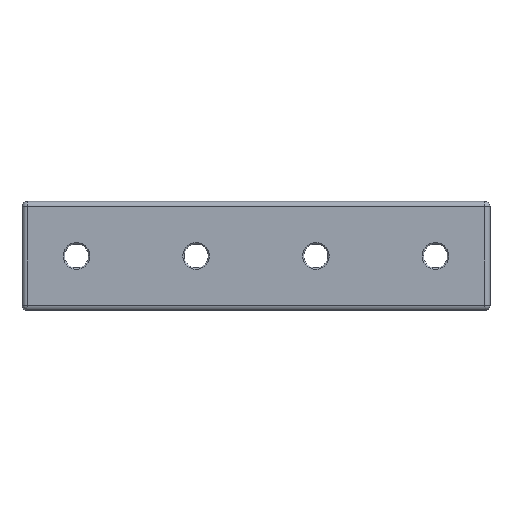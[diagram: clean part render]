
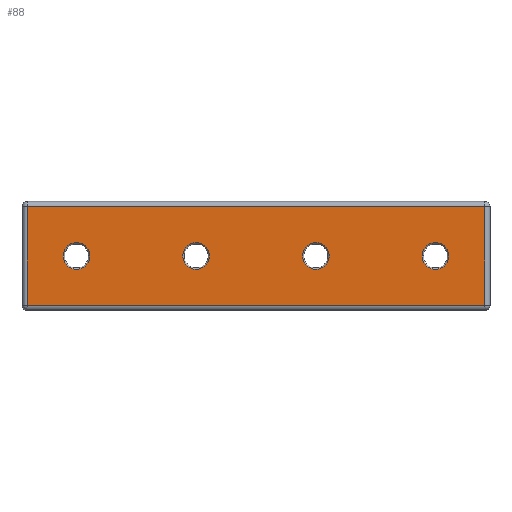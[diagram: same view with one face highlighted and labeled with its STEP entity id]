
A CAD part, top view. The second image highlights one B-rep face of the part: STEP entity #88.
In plain terms, the highlighted planar face has unit normal (0, 0, 1).
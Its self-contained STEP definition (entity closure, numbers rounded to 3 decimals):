
#88 = ADVANCED_FACE( '', ( #193, #194, #195, #196, #197 ), #198, .T. );
#193 = FACE_BOUND( '', #310, .T. );
#194 = FACE_BOUND( '', #311, .T. );
#195 = FACE_BOUND( '', #312, .T. );
#196 = FACE_BOUND( '', #313, .T. );
#197 = FACE_OUTER_BOUND( '', #314, .T. );
#198 = PLANE( '', #315 );
#310 = EDGE_LOOP( '', ( #486 ) );
#311 = EDGE_LOOP( '', ( #487 ) );
#312 = EDGE_LOOP( '', ( #488 ) );
#313 = EDGE_LOOP( '', ( #489 ) );
#314 = EDGE_LOOP( '', ( #490, #491, #492, #493 ) );
#315 = AXIS2_PLACEMENT_3D( '', #494, #495, #496 );
#486 = ORIENTED_EDGE( '', *, *, #641, .F. );
#487 = ORIENTED_EDGE( '', *, *, #600, .F. );
#488 = ORIENTED_EDGE( '', *, *, #642, .F. );
#489 = ORIENTED_EDGE( '', *, *, #643, .F. );
#490 = ORIENTED_EDGE( '', *, *, #644, .T. );
#491 = ORIENTED_EDGE( '', *, *, #645, .T. );
#492 = ORIENTED_EDGE( '', *, *, #646, .T. );
#493 = ORIENTED_EDGE( '', *, *, #647, .T. );
#494 = CARTESIAN_POINT( '', ( -86., 18.5, 6. ) );
#495 = DIRECTION( '', ( 0., 0., 1. ) );
#496 = DIRECTION( '', ( 1., 0., 0. ) );
#600 = EDGE_CURVE( '', #695, #695, #696, .T. );
#641 = EDGE_CURVE( '', #755, #755, #756, .T. );
#642 = EDGE_CURVE( '', #757, #757, #758, .T. );
#643 = EDGE_CURVE( '', #759, #759, #760, .T. );
#644 = EDGE_CURVE( '', #746, #740, #761, .T. );
#645 = EDGE_CURVE( '', #740, #691, #762, .T. );
#646 = EDGE_CURVE( '', #691, #763, #764, .T. );
#647 = EDGE_CURVE( '', #763, #746, #765, .T. );
#691 = VERTEX_POINT( '', #815 );
#695 = VERTEX_POINT( '', #819 );
#696 = CIRCLE( '', #820, 5. );
#740 = VERTEX_POINT( '', #872 );
#746 = VERTEX_POINT( '', #878 );
#755 = VERTEX_POINT( '', #887 );
#756 = CIRCLE( '', #888, 5. );
#757 = VERTEX_POINT( '', #889 );
#758 = CIRCLE( '', #890, 5. );
#759 = VERTEX_POINT( '', #891 );
#760 = CIRCLE( '', #892, 5. );
#761 = LINE( '', #893, #894 );
#762 = LINE( '', #895, #896 );
#763 = VERTEX_POINT( '', #897 );
#764 = LINE( '', #898, #899 );
#765 = LINE( '', #900, #901 );
#815 = CARTESIAN_POINT( '', ( -86., -18.5, 6. ) );
#819 = CARTESIAN_POINT( '', ( -17.5, 0., 6. ) );
#820 = AXIS2_PLACEMENT_3D( '', #947, #948, #949 );
#872 = CARTESIAN_POINT( '', ( -86., 18.5, 6. ) );
#878 = CARTESIAN_POINT( '', ( 86., 18.5, 6. ) );
#887 = CARTESIAN_POINT( '', ( -62.5, 0., 6. ) );
#888 = AXIS2_PLACEMENT_3D( '', #1015, #1016, #1017 );
#889 = CARTESIAN_POINT( '', ( 72.5, 0., 6. ) );
#890 = AXIS2_PLACEMENT_3D( '', #1018, #1019, #1020 );
#891 = CARTESIAN_POINT( '', ( 27.5, 0., 6. ) );
#892 = AXIS2_PLACEMENT_3D( '', #1021, #1022, #1023 );
#893 = CARTESIAN_POINT( '', ( -86., 18.5, 6. ) );
#894 = VECTOR( '', #1024, 1000. );
#895 = CARTESIAN_POINT( '', ( -86., -18.5, 6. ) );
#896 = VECTOR( '', #1025, 1000. );
#897 = CARTESIAN_POINT( '', ( 86., -18.5, 6. ) );
#898 = CARTESIAN_POINT( '', ( 86., -18.5, 6. ) );
#899 = VECTOR( '', #1026, 1000. );
#900 = CARTESIAN_POINT( '', ( 86., 18.5, 6. ) );
#901 = VECTOR( '', #1027, 1000. );
#947 = CARTESIAN_POINT( '', ( -22.5, 0., 6. ) );
#948 = DIRECTION( '', ( 0., 0., 1. ) );
#949 = DIRECTION( '', ( 1., 0., 0. ) );
#1015 = CARTESIAN_POINT( '', ( -67.5, 0., 6. ) );
#1016 = DIRECTION( '', ( 0., 0., 1. ) );
#1017 = DIRECTION( '', ( 1., 0., 0. ) );
#1018 = CARTESIAN_POINT( '', ( 67.5, 0., 6. ) );
#1019 = DIRECTION( '', ( 0., 0., 1. ) );
#1020 = DIRECTION( '', ( 1., 0., 0. ) );
#1021 = CARTESIAN_POINT( '', ( 22.5, 0., 6. ) );
#1022 = DIRECTION( '', ( 0., 0., 1. ) );
#1023 = DIRECTION( '', ( 1., 0., 0. ) );
#1024 = DIRECTION( '', ( -1., 0., 0. ) );
#1025 = DIRECTION( '', ( 0., -1., 0. ) );
#1026 = DIRECTION( '', ( 1., 0., 0. ) );
#1027 = DIRECTION( '', ( 0., 1., 0. ) );
